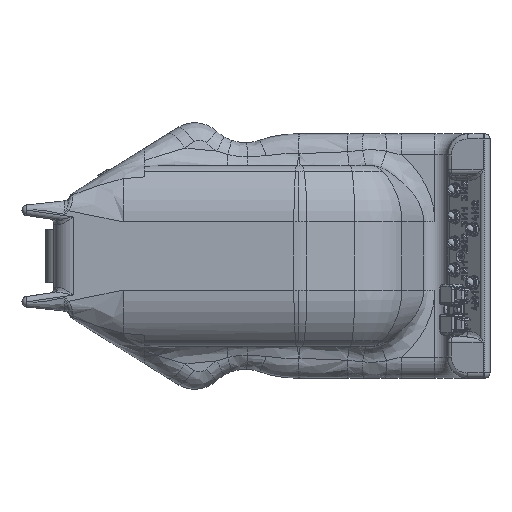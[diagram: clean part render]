
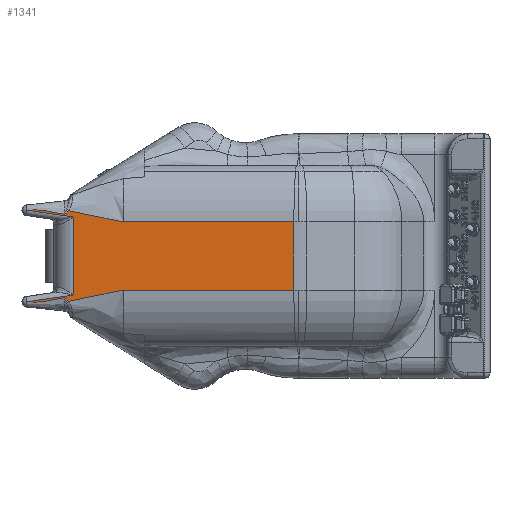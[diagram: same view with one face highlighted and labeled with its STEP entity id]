
A CAD part, left-side view. The second image highlights one B-rep face of the part: STEP entity #1341.
In plain terms, the highlighted planar face has unit normal (-0.997, 0.073, 0).
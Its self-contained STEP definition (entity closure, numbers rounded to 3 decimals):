
#1341 = ADVANCED_FACE ( 'NONE', ( #13254 ), #8861, .F. ) ;
#4125 = CARTESIAN_POINT ( 'NONE',  ( -232.06, 435.363, 43. ) ) ;
#4127 = CARTESIAN_POINT ( 'NONE',  ( -235.258, 391.453, 36.642 ) ) ;
#4130 = CARTESIAN_POINT ( 'NONE',  ( -235.258, 391.453, -36.642 ) ) ;
#4134 = CARTESIAN_POINT ( 'NONE',  ( -232.06, 435.363, -43. ) ) ;
#4135 = CARTESIAN_POINT ( 'NONE',  ( -234.662, 399.637, -39.121 ) ) ;
#4139 = CARTESIAN_POINT ( 'NONE',  ( -234.934, 395.902, -42.607 ) ) ;
#4155 = CARTESIAN_POINT ( 'NONE',  ( -250.341, 184.358, -32. ) ) ;
#4178 = CARTESIAN_POINT ( 'NONE',  ( -238.642, 345., -32. ) ) ;
#4467 = CARTESIAN_POINT ( 'NONE',  ( -238.642, 345., 32. ) ) ;
#4470 = CARTESIAN_POINT ( 'NONE',  ( -234.662, 399.637, 39.121 ) ) ;
#4471 = CARTESIAN_POINT ( 'NONE',  ( -234.934, 395.902, 42.607 ) ) ;
#6004 = B_SPLINE_CURVE_WITH_KNOTS ( 'NONE', 3,
 ( #47603, #47611, #47612, #47613 ),
 .UNSPECIFIED., .F., .F.,
 ( 4, 4 ),
 ( 0., 0.005 ),
 .UNSPECIFIED. ) ;
#6013 = B_SPLINE_CURVE_WITH_KNOTS ( 'NONE', 3,
 ( #47690, #47727, #47728, #47729, #47730, #47731, #47732 ),
 .UNSPECIFIED., .F., .F.,
 ( 4, 3, 4 ),
 ( 3.986, 4., 5. ),
 .UNSPECIFIED. ) ;
#6014 = B_SPLINE_CURVE_WITH_KNOTS ( 'NONE', 3,
 ( #47660, #47737, #47738, #47739 ),
 .UNSPECIFIED., .F., .F.,
 ( 4, 4 ),
 ( 0.716, 1. ),
 .UNSPECIFIED. ) ;
#6036 = B_SPLINE_CURVE_WITH_KNOTS ( 'NONE', 3,
 ( #50631, #50677, #50679, #50680, #50681, #50682, #50683 ),
 .UNSPECIFIED., .F., .F.,
 ( 4, 3, 4 ),
 ( 3.986, 4., 5. ),
 .UNSPECIFIED. ) ;
#6073 = B_SPLINE_CURVE_WITH_KNOTS ( 'NONE', 3,
 ( #51317, #51328, #51329, #51330 ),
 .UNSPECIFIED., .F., .F.,
 ( 4, 4 ),
 ( 0., 0.005 ),
 .UNSPECIFIED. ) ;
#6074 = B_SPLINE_CURVE_WITH_KNOTS ( 'NONE', 3,
 ( #51337, #51341, #51342, #51343 ),
 .UNSPECIFIED., .F., .F.,
 ( 4, 4 ),
 ( 0.716, 1. ),
 .UNSPECIFIED. ) ;
#8861 = PLANE ( 'NONE',  #10106 ) ;
#8863 = CARTESIAN_POINT ( 'NONE',  ( -250.341, 184.358, 0. ) ) ;
#8906 = DIRECTION ( 'NONE',  ( 0.997, -0.073, 0. ) ) ;
#8907 = DIRECTION ( 'NONE',  ( -0.073, -0.997, 0. ) ) ;
#10106 = AXIS2_PLACEMENT_3D ( 'NONE', #8863, #8906, #8907 ) ;
#13254 = FACE_OUTER_BOUND ( 'NONE', #35206, .T. ) ;
#15811 = VERTEX_POINT ( 'NONE', #18169 ) ;
#16508 = VERTEX_POINT ( 'NONE', #4125 ) ;
#16510 = VERTEX_POINT ( 'NONE', #4127 ) ;
#16513 = VERTEX_POINT ( 'NONE', #4130 ) ;
#16517 = VERTEX_POINT ( 'NONE', #4134 ) ;
#16518 = VERTEX_POINT ( 'NONE', #4135 ) ;
#16522 = VERTEX_POINT ( 'NONE', #4139 ) ;
#16538 = VERTEX_POINT ( 'NONE', #4155 ) ;
#16561 = VERTEX_POINT ( 'NONE', #4178 ) ;
#16850 = VERTEX_POINT ( 'NONE', #4467 ) ;
#16853 = VERTEX_POINT ( 'NONE', #4470 ) ;
#16854 = VERTEX_POINT ( 'NONE', #4471 ) ;
#18169 = CARTESIAN_POINT ( 'NONE',  ( -250.341, 184.358, 32. ) ) ;
#22648 = EDGE_CURVE ( 'NONE', #15811, #16850, #46048, .T. ) ;
#22666 = EDGE_CURVE ( 'NONE', #16854, #16853, #6004, .T. ) ;
#22689 = EDGE_CURVE ( 'NONE', #16854, #16850, #6013, .T. ) ;
#22693 = EDGE_CURVE ( 'NONE', #16853, #16508, #6014, .T. ) ;
#23157 = EDGE_CURVE ( 'NONE', #16522, #16561, #6036, .T. ) ;
#23180 = EDGE_CURVE ( 'NONE', #15811, #16538, #46640, .T. ) ;
#23185 = EDGE_CURVE ( 'NONE', #16538, #16561, #46646, .T. ) ;
#23227 = EDGE_CURVE ( 'NONE', #16517, #16513, #46677, .T. ) ;
#23228 = EDGE_CURVE ( 'NONE', #16522, #16518, #6073, .T. ) ;
#23232 = EDGE_CURVE ( 'NONE', #16518, #16517, #6074, .T. ) ;
#23234 = EDGE_CURVE ( 'NONE', #16510, #16513, #46680, .T. ) ;
#23265 = EDGE_CURVE ( 'NONE', #16508, #16510, #52752, .T. ) ;
#35206 = EDGE_LOOP ( 'NONE', ( #42033, #42031, #42029, #42027, #42023, #42021, #42019, #42018, #42016, #42013, #42007, #42006 ) ) ;
#42006 = ORIENTED_EDGE ( 'NONE', *, *, #22648, .T. ) ;
#42007 = ORIENTED_EDGE ( 'NONE', *, *, #23180, .F. ) ;
#42013 = ORIENTED_EDGE ( 'NONE', *, *, #23185, .F. ) ;
#42016 = ORIENTED_EDGE ( 'NONE', *, *, #23157, .T. ) ;
#42018 = ORIENTED_EDGE ( 'NONE', *, *, #23228, .F. ) ;
#42019 = ORIENTED_EDGE ( 'NONE', *, *, #23232, .F. ) ;
#42021 = ORIENTED_EDGE ( 'NONE', *, *, #23227, .F. ) ;
#42023 = ORIENTED_EDGE ( 'NONE', *, *, #23234, .T. ) ;
#42027 = ORIENTED_EDGE ( 'NONE', *, *, #23265, .T. ) ;
#42029 = ORIENTED_EDGE ( 'NONE', *, *, #22693, .T. ) ;
#42031 = ORIENTED_EDGE ( 'NONE', *, *, #22666, .T. ) ;
#42033 = ORIENTED_EDGE ( 'NONE', *, *, #22689, .F. ) ;
#46048 = LINE ( 'NONE', #47446, #46049 ) ;
#46049 = VECTOR ( 'NONE', #47447, 1000. ) ;
#46626 = VECTOR ( 'NONE', #51061, 1000. ) ;
#46634 = VECTOR ( 'NONE', #51036, 1000. ) ;
#46640 = LINE ( 'NONE', #51035, #46634 ) ;
#46646 = LINE ( 'NONE', #51049, #46626 ) ;
#46677 = LINE ( 'NONE', #51326, #46679 ) ;
#46679 = VECTOR ( 'NONE', #51327, 1000. ) ;
#46680 = LINE ( 'NONE', #51360, #46681 ) ;
#46681 = VECTOR ( 'NONE', #51361, 1000. ) ;
#47446 = CARTESIAN_POINT ( 'NONE',  ( -250.341, 184.358, 32. ) ) ;
#47447 = DIRECTION ( 'NONE',  ( 0.073, 0.997, 0. ) ) ;
#47603 = CARTESIAN_POINT ( 'NONE',  ( -234.934, 395.902, 42.607 ) ) ;
#47611 = CARTESIAN_POINT ( 'NONE',  ( -234.849, 397.073, 41.369 ) ) ;
#47612 = CARTESIAN_POINT ( 'NONE',  ( -234.757, 398.342, 40.23 ) ) ;
#47613 = CARTESIAN_POINT ( 'NONE',  ( -234.662, 399.637, 39.121 ) ) ;
#47660 = CARTESIAN_POINT ( 'NONE',  ( -234.662, 399.637, 39.121 ) ) ;
#47690 = CARTESIAN_POINT ( 'NONE',  ( -234.934, 395.902, 42.607 ) ) ;
#47727 = CARTESIAN_POINT ( 'NONE',  ( -234.956, 395.601, 42.535 ) ) ;
#47728 = CARTESIAN_POINT ( 'NONE',  ( -234.978, 395.301, 42.463 ) ) ;
#47729 = CARTESIAN_POINT ( 'NONE',  ( -235., 395., 42.391 ) ) ;
#47730 = CARTESIAN_POINT ( 'NONE',  ( -236.575, 373.376, 37.195 ) ) ;
#47731 = CARTESIAN_POINT ( 'NONE',  ( -238.15, 351.752, 32. ) ) ;
#47732 = CARTESIAN_POINT ( 'NONE',  ( -238.642, 345., 32. ) ) ;
#47737 = CARTESIAN_POINT ( 'NONE',  ( -233.783, 411.714, 41.962 ) ) ;
#47738 = CARTESIAN_POINT ( 'NONE',  ( -232.907, 423.734, 44.275 ) ) ;
#47739 = CARTESIAN_POINT ( 'NONE',  ( -232.06, 435.363, 43. ) ) ;
#50631 = CARTESIAN_POINT ( 'NONE',  ( -234.934, 395.902, -42.607 ) ) ;
#50677 = CARTESIAN_POINT ( 'NONE',  ( -234.956, 395.601, -42.535 ) ) ;
#50679 = CARTESIAN_POINT ( 'NONE',  ( -234.978, 395.301, -42.463 ) ) ;
#50680 = CARTESIAN_POINT ( 'NONE',  ( -235., 395., -42.391 ) ) ;
#50681 = CARTESIAN_POINT ( 'NONE',  ( -236.575, 373.376, -37.195 ) ) ;
#50682 = CARTESIAN_POINT ( 'NONE',  ( -238.15, 351.752, -32. ) ) ;
#50683 = CARTESIAN_POINT ( 'NONE',  ( -238.642, 345., -32. ) ) ;
#51035 = CARTESIAN_POINT ( 'NONE',  ( -250.341, 184.358, 0. ) ) ;
#51036 = DIRECTION ( 'NONE',  ( 0., 0., -1. ) ) ;
#51049 = CARTESIAN_POINT ( 'NONE',  ( -250.341, 184.358, -32. ) ) ;
#51061 = DIRECTION ( 'NONE',  ( 0.073, 0.997, 0. ) ) ;
#51317 = CARTESIAN_POINT ( 'NONE',  ( -234.934, 395.902, -42.607 ) ) ;
#51326 = CARTESIAN_POINT ( 'NONE',  ( -233.959, 409.295, -39.226 ) ) ;
#51327 = DIRECTION ( 'NONE',  ( -0.072, -0.987, 0.143 ) ) ;
#51328 = CARTESIAN_POINT ( 'NONE',  ( -234.849, 397.073, -41.369 ) ) ;
#51329 = CARTESIAN_POINT ( 'NONE',  ( -234.757, 398.342, -40.23 ) ) ;
#51330 = CARTESIAN_POINT ( 'NONE',  ( -234.662, 399.637, -39.121 ) ) ;
#51337 = CARTESIAN_POINT ( 'NONE',  ( -234.662, 399.637, -39.121 ) ) ;
#51341 = CARTESIAN_POINT ( 'NONE',  ( -233.783, 411.714, -41.962 ) ) ;
#51342 = CARTESIAN_POINT ( 'NONE',  ( -232.907, 423.734, -44.275 ) ) ;
#51343 = CARTESIAN_POINT ( 'NONE',  ( -232.06, 435.363, -43. ) ) ;
#51360 = CARTESIAN_POINT ( 'NONE',  ( -235.258, 391.453, 0. ) ) ;
#51361 = DIRECTION ( 'NONE',  ( 0., 0., -1. ) ) ;
#51512 = CARTESIAN_POINT ( 'NONE',  ( -233.959, 409.295, 39.226 ) ) ;
#51513 = DIRECTION ( 'NONE',  ( -0.072, -0.987, -0.143 ) ) ;
#52739 = VECTOR ( 'NONE', #51513, 1000. ) ;
#52752 = LINE ( 'NONE', #51512, #52739 ) ;
